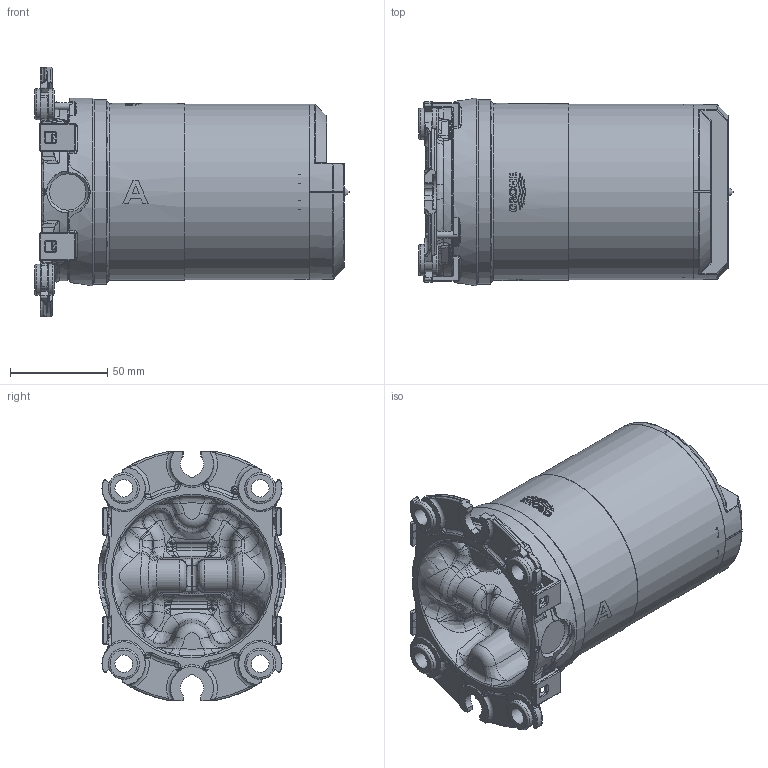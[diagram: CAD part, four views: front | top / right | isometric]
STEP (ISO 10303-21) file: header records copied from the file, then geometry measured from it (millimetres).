
FILE_DESCRIPTION(/* description */ ('Unknown'),/* implementation_level */ '2;1');
FILE_NAME(/* name */ '26483005_INST_ROH_B_SHOWER_CON_1002234042',/* time_stamp */ '2023-01-30T11:35:59+01:00',/* author */ ('Unknown'),/* organization */ ('GROHE AG'),/* preprocessor_version */ 'ST-DEVELOPER v16.7',/* originating_system */ 'DEX',/* authorisation */ $);
FILE_SCHEMA (('AUTOMOTIVE_DESIGN {1 0 10303 214 3 1 1}'));
Length unit declared in the file: millimetre
Products named in the file (1): 26483005_INST_ROH_B_SHOWER_CON_1002234042
Bounding box: 161.5 x 96.2 x 128 mm (x, y, z)
Volume: 228764.6 mm3; surface area: 171137.9 mm2
Topology: 7 solids, 8 shells, 2522 faces, 6635 edges, 4102 vertices
Faces by surface type: plane 1077, bspline 601, cylinder 436, torus 200, cone 127, sphere 81
Full cylindrical faces by diameter (mm): 4 x1, 4.917 x8, 7 x6, 9 x4, 10.917 x4, 11 x2, 12 x4, 12.5 x2, 13.7 x2, 16 x8, 16.071 x1, 17.962 x1, 18.631 x4, 84.8 x1, 88.5 x2, 89.5 x1, 90 x1, 90.8 x1, 94.45 x1, 96.2 x1
Entity records: 96212 total; most frequent: CARTESIAN_POINT 29158, ORIENTED_EDGE 12746, DIRECTION 10017, EDGE_CURVE 6373, VERTEX_POINT 4048, AXIS2_PLACEMENT_3D 3755, FACE_BOUND 2721, EDGE_LOOP 2713
